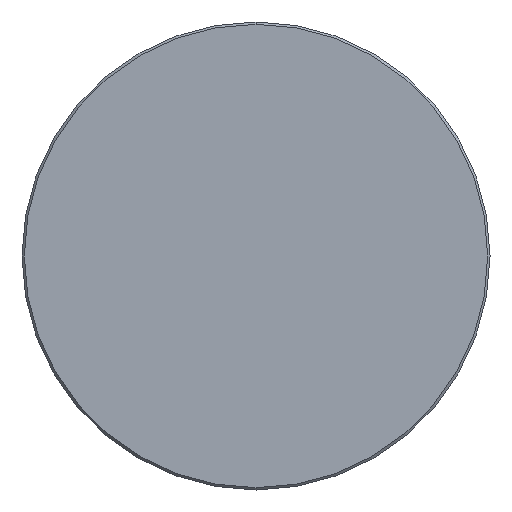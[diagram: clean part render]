
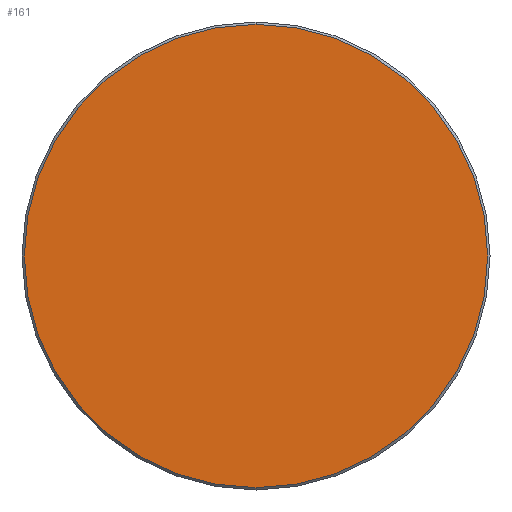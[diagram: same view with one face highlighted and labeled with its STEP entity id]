
A CAD part, front view. The second image highlights one B-rep face of the part: STEP entity #161.
In plain terms, the highlighted planar face has unit normal (0, -1, 0).
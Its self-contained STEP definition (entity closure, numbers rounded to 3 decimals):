
#2 = DIRECTION ( 'NONE',  ( 0., -1., 0. ) ) ;
#5 = CARTESIAN_POINT ( 'NONE',  ( 0., 0., 0. ) ) ;
#18 = CARTESIAN_POINT ( 'NONE',  ( 0., 0., -25.15 ) ) ;
#35 = DIRECTION ( 'NONE',  ( 0., 0., -1. ) ) ;
#39 = CARTESIAN_POINT ( 'NONE',  ( 0., 0., 0. ) ) ;
#41 = EDGE_LOOP ( 'NONE', ( #154, #142 ) ) ;
#64 = FACE_OUTER_BOUND ( 'NONE', #41, .T. ) ;
#79 = DIRECTION ( 'NONE',  ( 0., 0., -1. ) ) ;
#89 = CIRCLE ( 'NONE', #123, 25.15 ) ;
#95 = VERTEX_POINT ( 'NONE', #194 ) ;
#98 = CARTESIAN_POINT ( 'NONE',  ( 0., 0., 0. ) ) ;
#100 = DIRECTION ( 'NONE',  ( 0., 0., -1. ) ) ;
#123 = AXIS2_PLACEMENT_3D ( 'NONE', #5, #138, #100 ) ;
#134 = PLANE ( 'NONE',  #135 ) ;
#135 = AXIS2_PLACEMENT_3D ( 'NONE', #98, #197, #35 ) ;
#138 = DIRECTION ( 'NONE',  ( 0., -1., 0. ) ) ;
#142 = ORIENTED_EDGE ( 'NONE', *, *, #185, .T. ) ;
#154 = ORIENTED_EDGE ( 'NONE', *, *, #171, .T. ) ;
#161 = ADVANCED_FACE ( 'NONE', ( #64 ), #134, .T. ) ;
#171 = EDGE_CURVE ( 'NONE', #95, #247, #89, .T. ) ;
#185 = EDGE_CURVE ( 'NONE', #247, #95, #190, .T. ) ;
#190 = CIRCLE ( 'NONE', #215, 25.15 ) ;
#194 = CARTESIAN_POINT ( 'NONE',  ( 0., 0., 25.15 ) ) ;
#197 = DIRECTION ( 'NONE',  ( 0., -1., 0. ) ) ;
#215 = AXIS2_PLACEMENT_3D ( 'NONE', #39, #2, #79 ) ;
#247 = VERTEX_POINT ( 'NONE', #18 ) ;
